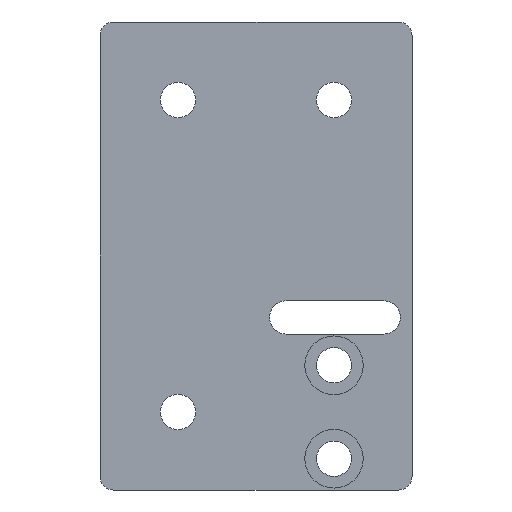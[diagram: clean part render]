
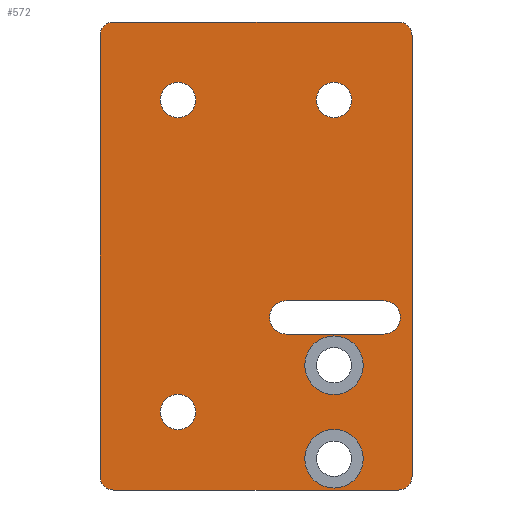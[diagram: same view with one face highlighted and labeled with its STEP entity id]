
A CAD part, front view. The second image highlights one B-rep face of the part: STEP entity #572.
In plain terms, the highlighted planar face has unit normal (0, -1, 0).
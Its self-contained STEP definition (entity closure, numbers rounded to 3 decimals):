
#139=CARTESIAN_POINT('',(-24.5,0.0,-40.));
#140=VERTEX_POINT('',#139);
#141=CARTESIAN_POINT('',(-20.,0.0,-40.));
#142=DIRECTION('',(0.0,1.0,0.0));
#143=DIRECTION('',(1.0,0.0,0.0));
#144=AXIS2_PLACEMENT_3D('',#141,#142,#143);
#145=CIRCLE('',#144,4.5);
#146=EDGE_CURVE('',#140,#140,#145,.T.);
#249=CARTESIAN_POINT('',(15.5,0.0,40.));
#250=VERTEX_POINT('',#249);
#251=CARTESIAN_POINT('',(20.,0.0,40.));
#252=DIRECTION('',(0.0,1.0,0.0));
#253=DIRECTION('',(1.0,0.0,0.0));
#254=AXIS2_PLACEMENT_3D('',#251,#252,#253);
#255=CIRCLE('',#254,4.5);
#256=EDGE_CURVE('',#250,#250,#255,.T.);
#359=CARTESIAN_POINT('',(-24.5,0.0,40.));
#360=VERTEX_POINT('',#359);
#361=CARTESIAN_POINT('',(-20.,0.0,40.));
#362=DIRECTION('',(0.0,1.0,0.0));
#363=DIRECTION('',(1.0,0.0,0.0));
#364=AXIS2_PLACEMENT_3D('',#361,#362,#363);
#365=CIRCLE('',#364,4.5);
#366=EDGE_CURVE('',#360,#360,#365,.T.);
#390=CARTESIAN_POINT('',(-40.,0.0,56.5));
#391=VERTEX_POINT('',#390);
#398=CARTESIAN_POINT('',(-36.5,0.0,60.));
#399=VERTEX_POINT('',#398);
#400=CARTESIAN_POINT('',(-36.5,0.0,56.5));
#401=DIRECTION('',(0.0,1.0,0.0));
#402=DIRECTION('',(-0.707,0.0,0.707));
#403=AXIS2_PLACEMENT_3D('',#400,#401,#402);
#404=CIRCLE('',#403,3.5);
#405=EDGE_CURVE('',#391,#399,#404,.T.);
#422=CARTESIAN_POINT('',(36.5,0.0,60.));
#423=VERTEX_POINT('',#422);
#424=CARTESIAN_POINT('',(-36.5,0.0,60.));
#425=DIRECTION('',(1.0,0.0,0.0));
#426=VECTOR('',#425,73.0);
#427=LINE('',#424,#426);
#428=EDGE_CURVE('',#399,#423,#427,.T.);
#447=CARTESIAN_POINT('',(0.,0.0,0.));
#448=DIRECTION('',(0.0,1.0,0.0));
#449=DIRECTION('',(0.0,0.0,1.0));
#450=AXIS2_PLACEMENT_3D('',#447,#448,#449);
#451=PLANE('',#450);
#452=ORIENTED_EDGE('',*,*,#405,.F.);
#453=CARTESIAN_POINT('',(-40.0,0.0,-56.5));
#454=VERTEX_POINT('',#453);
#455=CARTESIAN_POINT('',(-40.0,0.0,-56.5));
#456=DIRECTION('',(0.0,0.0,1.0));
#457=VECTOR('',#456,113.);
#458=LINE('',#455,#457);
#459=EDGE_CURVE('',#454,#391,#458,.T.);
#460=ORIENTED_EDGE('',*,*,#459,.F.);
#461=CARTESIAN_POINT('',(-36.5,0.0,-60.0));
#462=VERTEX_POINT('',#461);
#463=CARTESIAN_POINT('',(-36.5,0.0,-56.5));
#464=DIRECTION('',(0.0,1.0,0.0));
#465=DIRECTION('',(-0.707,0.0,-0.707));
#466=AXIS2_PLACEMENT_3D('',#463,#464,#465);
#467=CIRCLE('',#466,3.5);
#468=EDGE_CURVE('',#462,#454,#467,.T.);
#469=ORIENTED_EDGE('',*,*,#468,.F.);
#470=CARTESIAN_POINT('',(36.5,0.0,-60.0));
#471=VERTEX_POINT('',#470);
#472=CARTESIAN_POINT('',(36.5,0.0,-60.0));
#473=DIRECTION('',(-1.0,0.0,0.0));
#474=VECTOR('',#473,73.0);
#475=LINE('',#472,#474);
#476=EDGE_CURVE('',#471,#462,#475,.T.);
#477=ORIENTED_EDGE('',*,*,#476,.F.);
#478=CARTESIAN_POINT('',(40.,0.0,-56.5));
#479=VERTEX_POINT('',#478);
#480=CARTESIAN_POINT('',(36.5,0.0,-56.5));
#481=DIRECTION('',(0.0,1.,0.0));
#482=DIRECTION('',(0.707,0.0,-0.707));
#483=AXIS2_PLACEMENT_3D('',#480,#481,#482);
#484=CIRCLE('',#483,3.5);
#485=EDGE_CURVE('',#479,#471,#484,.T.);
#486=ORIENTED_EDGE('',*,*,#485,.F.);
#487=CARTESIAN_POINT('',(40.,0.0,56.5));
#488=VERTEX_POINT('',#487);
#489=CARTESIAN_POINT('',(40.,0.0,56.5));
#490=DIRECTION('',(0.0,0.0,-1.0));
#491=VECTOR('',#490,113.);
#492=LINE('',#489,#491);
#493=EDGE_CURVE('',#488,#479,#492,.T.);
#494=ORIENTED_EDGE('',*,*,#493,.F.);
#495=CARTESIAN_POINT('',(36.5,0.0,56.5));
#496=DIRECTION('',(0.0,1.0,0.0));
#497=DIRECTION('',(0.707,0.0,0.707));
#498=AXIS2_PLACEMENT_3D('',#495,#496,#497);
#499=CIRCLE('',#498,3.5);
#500=EDGE_CURVE('',#423,#488,#499,.T.);
#501=ORIENTED_EDGE('',*,*,#500,.F.);
#502=ORIENTED_EDGE('',*,*,#428,.F.);
#503=EDGE_LOOP('',(#452,#460,#469,#477,#486,#494,#501,#502));
#504=FACE_OUTER_BOUND('',#503,.T.);
#505=ORIENTED_EDGE('',*,*,#146,.T.);
#506=EDGE_LOOP('',(#505));
#507=FACE_BOUND('',#506,.T.);
#508=ORIENTED_EDGE('',*,*,#256,.T.);
#509=EDGE_LOOP('',(#508));
#510=FACE_BOUND('',#509,.T.);
#511=ORIENTED_EDGE('',*,*,#366,.T.);
#512=EDGE_LOOP('',(#511));
#513=FACE_BOUND('',#512,.T.);
#514=CARTESIAN_POINT('',(32.75,0.0,-20.));
#515=VERTEX_POINT('',#514);
#516=CARTESIAN_POINT('',(7.75,0.0,-20.));
#517=VERTEX_POINT('',#516);
#518=CARTESIAN_POINT('',(32.75,0.0,-20.));
#519=DIRECTION('',(-1.0,0.0,0.0));
#520=VECTOR('',#519,25.0);
#521=LINE('',#518,#520);
#522=EDGE_CURVE('',#515,#517,#521,.T.);
#523=ORIENTED_EDGE('',*,*,#522,.T.);
#524=CARTESIAN_POINT('',(7.75,0.0,-11.5));
#525=VERTEX_POINT('',#524);
#526=CARTESIAN_POINT('',(7.75,0.0,-15.75));
#527=DIRECTION('',(0.0,1.0,0.0));
#528=DIRECTION('',(0.0,0.0,1.0));
#529=AXIS2_PLACEMENT_3D('',#526,#527,#528);
#530=CIRCLE('',#529,4.25);
#531=EDGE_CURVE('',#517,#525,#530,.T.);
#532=ORIENTED_EDGE('',*,*,#531,.T.);
#533=CARTESIAN_POINT('',(32.75,0.0,-11.5));
#534=VERTEX_POINT('',#533);
#535=CARTESIAN_POINT('',(7.75,0.0,-11.5));
#536=DIRECTION('',(1.0,0.0,0.0));
#537=VECTOR('',#536,25.0);
#538=LINE('',#535,#537);
#539=EDGE_CURVE('',#525,#534,#538,.T.);
#540=ORIENTED_EDGE('',*,*,#539,.T.);
#541=CARTESIAN_POINT('',(32.75,0.0,-15.75));
#542=DIRECTION('',(0.0,1.0,0.0));
#543=DIRECTION('',(0.0,0.0,-1.0));
#544=AXIS2_PLACEMENT_3D('',#541,#542,#543);
#545=CIRCLE('',#544,4.25);
#546=EDGE_CURVE('',#534,#515,#545,.T.);
#547=ORIENTED_EDGE('',*,*,#546,.T.);
#548=EDGE_LOOP('',(#523,#532,#540,#547));
#549=FACE_BOUND('',#548,.T.);
#550=CARTESIAN_POINT('',(27.5,0.0,-28.0));
#551=VERTEX_POINT('',#550);
#552=CARTESIAN_POINT('',(20.,0.0,-28.0));
#553=DIRECTION('',(0.0,1.0,0.0));
#554=DIRECTION('',(1.0,0.0,0.0));
#555=AXIS2_PLACEMENT_3D('',#552,#553,#554);
#556=CIRCLE('',#555,7.5);
#557=EDGE_CURVE('',#551,#551,#556,.T.);
#558=ORIENTED_EDGE('',*,*,#557,.T.);
#559=EDGE_LOOP('',(#558));
#560=FACE_BOUND('',#559,.T.);
#561=CARTESIAN_POINT('',(27.5,0.0,-52.0));
#562=VERTEX_POINT('',#561);
#563=CARTESIAN_POINT('',(20.,0.0,-52.0));
#564=DIRECTION('',(0.0,1.0,0.0));
#565=DIRECTION('',(1.0,0.0,0.0));
#566=AXIS2_PLACEMENT_3D('',#563,#564,#565);
#567=CIRCLE('',#566,7.5);
#568=EDGE_CURVE('',#562,#562,#567,.T.);
#569=ORIENTED_EDGE('',*,*,#568,.T.);
#570=EDGE_LOOP('',(#569));
#571=FACE_BOUND('',#570,.T.);
#572=ADVANCED_FACE('',(#504,#507,#510,#513,#549,#560,#571),#451,.F.);
